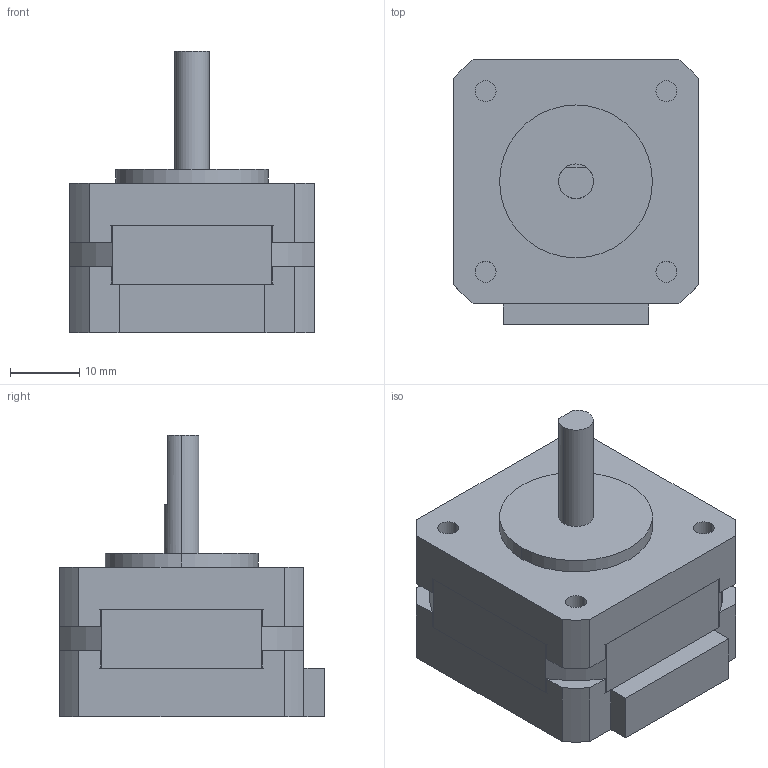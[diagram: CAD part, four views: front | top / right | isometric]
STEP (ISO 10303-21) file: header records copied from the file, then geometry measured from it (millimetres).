
FILE_DESCRIPTION (( 'STEP AP203' ), '1' );
FILE_NAME ('35-20步进电机.STEP_默认_sldprt.STEP', '2025-11-13T14:25:07', ( '' ), ( '' ), 'SwSTEP 2.0', 'SolidWorks 2020', '' );
FILE_SCHEMA (( 'CONFIG_CONTROL_DESIGN' ));
Length unit declared in the file: millimetre
Products named in the file (1): 35-20步进电机.STEP_默认_sldprt
Bounding box: 35.2 x 38.2 x 40.5 mm (x, y, z)
Volume: 27527.6 mm3; surface area: 11184 mm2
Topology: 3 solids, 3 shells, 70 faces, 174 edges, 116 vertices
Faces by surface type: plane 38, cylinder 32
Entity records: 2177 total; most frequent: DIRECTION 382, CARTESIAN_POINT 361, ORIENTED_EDGE 348, EDGE_CURVE 174, AXIS2_PLACEMENT_3D 137, VERTEX_POINT 116, VECTOR 108, LINE 108
